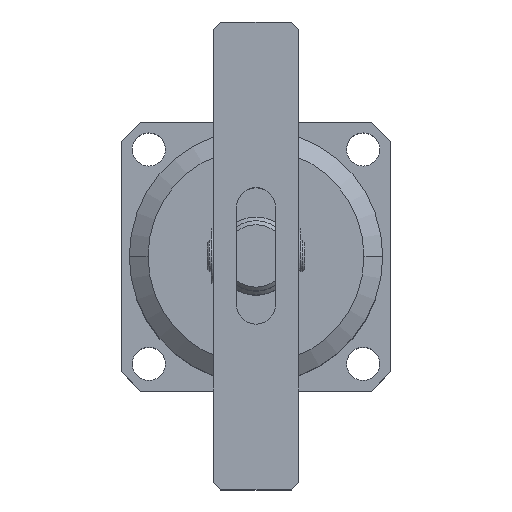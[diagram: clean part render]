
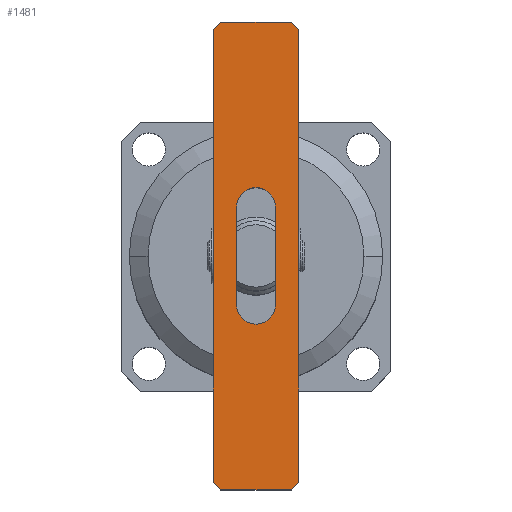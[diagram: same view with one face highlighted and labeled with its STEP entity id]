
A CAD part, top view. The second image highlights one B-rep face of the part: STEP entity #1481.
In plain terms, the highlighted face is planar.
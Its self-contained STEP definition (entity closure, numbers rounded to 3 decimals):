
#39 = FACE_BOUND ( 'NONE', #3601, .T. ) ;
#46 = FACE_OUTER_BOUND ( 'NONE', #3793, .T. ) ;
#154 = CIRCLE ( 'NONE', #4005, 5. ) ;
#429 = VERTEX_POINT ( 'NONE', #6433 ) ;
#438 = VERTEX_POINT ( 'NONE', #6488 ) ;
#440 = VERTEX_POINT ( 'NONE', #6529 ) ;
#861 = CARTESIAN_POINT ( 'NONE',  ( 0., 0., 0. ) ) ;
#863 = PLANE ( 'NONE',  #3874 ) ;
#868 = DIRECTION ( 'NONE',  ( -1., 0., 0. ) ) ;
#869 = DIRECTION ( 'NONE',  ( 0., 0., -1. ) ) ;
#1144 = ORIENTED_EDGE ( 'NONE', *, *, #2391, .T. ) ;
#1145 = ORIENTED_EDGE ( 'NONE', *, *, #2409, .F. ) ;
#1146 = ORIENTED_EDGE ( 'NONE', *, *, #2353, .T. ) ;
#1147 = ORIENTED_EDGE ( 'NONE', *, *, #2347, .F. ) ;
#1148 = ORIENTED_EDGE ( 'NONE', *, *, #2352, .T. ) ;
#1149 = ORIENTED_EDGE ( 'NONE', *, *, #2402, .F. ) ;
#1150 = ORIENTED_EDGE ( 'NONE', *, *, #2354, .T. ) ;
#1151 = ORIENTED_EDGE ( 'NONE', *, *, #2362, .F. ) ;
#1152 = ORIENTED_EDGE ( 'NONE', *, *, #2355, .T. ) ;
#1153 = ORIENTED_EDGE ( 'NONE', *, *, #1551, .T. ) ;
#1154 = ORIENTED_EDGE ( 'NONE', *, *, #2351, .T. ) ;
#1155 = ORIENTED_EDGE ( 'NONE', *, *, #2393, .T. ) ;
#1156 = ORIENTED_EDGE ( 'NONE', *, *, #2349, .T. ) ;
#1329 = VERTEX_POINT ( 'NONE', #6537 ) ;
#1337 = VERTEX_POINT ( 'NONE', #6369 ) ;
#1349 = DIRECTION ( 'NONE',  ( -1., 0., 0. ) ) ;
#1358 = DIRECTION ( 'NONE',  ( 1., 0., 0. ) ) ;
#1359 = CARTESIAN_POINT ( 'NONE',  ( -60., -11., 0. ) ) ;
#1380 = DIRECTION ( 'NONE',  ( -1., 0., 0. ) ) ;
#1382 = CARTESIAN_POINT ( 'NONE',  ( -12.5, 5., 0. ) ) ;
#1384 = DIRECTION ( 'NONE',  ( -0.707, 0.707, 0. ) ) ;
#1385 = CARTESIAN_POINT ( 'NONE',  ( -34.5, -34.5, 0. ) ) ;
#1390 = DIRECTION ( 'NONE',  ( 0.707, -0.707, 0. ) ) ;
#1393 = DIRECTION ( 'NONE',  ( -1., 0., 0. ) ) ;
#1394 = DIRECTION ( 'NONE',  ( 0., 0., 1. ) ) ;
#1395 = CARTESIAN_POINT ( 'NONE',  ( 12.5, 0., 0. ) ) ;
#1397 = CARTESIAN_POINT ( 'NONE',  ( 34.5, 34.5, 0. ) ) ;
#1403 = DIRECTION ( 'NONE',  ( 0.707, 0.707, 0. ) ) ;
#1404 = CARTESIAN_POINT ( 'NONE',  ( -34.5, 34.5, 0. ) ) ;
#1406 = DIRECTION ( 'NONE',  ( -1., 0., 0. ) ) ;
#1407 = DIRECTION ( 'NONE',  ( 0., 0., 1. ) ) ;
#1409 = CARTESIAN_POINT ( 'NONE',  ( -12.5, 0., 0. ) ) ;
#1417 = CARTESIAN_POINT ( 'NONE',  ( -60., 11., 0. ) ) ;
#1481 = ADVANCED_FACE ( 'NONE', ( #39, #46 ), #863, .T. ) ;
#1551 = EDGE_CURVE ( 'NONE', #440, #6091, #154, .T. ) ;
#1805 = LINE ( 'NONE', #1417, #1818 ) ;
#1817 = CIRCLE ( 'NONE', #6870, 5. ) ;
#1818 = VECTOR ( 'NONE', #1349, 1000. ) ;
#1819 = LINE ( 'NONE', #1397, #1828 ) ;
#1822 = CIRCLE ( 'NONE', #6868, 5. ) ;
#1824 = LINE ( 'NONE', #1404, #1826 ) ;
#1826 = VECTOR ( 'NONE', #1403, 1000. ) ;
#1827 = LINE ( 'NONE', #1385, #1830 ) ;
#1828 = VECTOR ( 'NONE', #1390, 1000. ) ;
#1829 = LINE ( 'NONE', #1382, #1833 ) ;
#1830 = VECTOR ( 'NONE', #1384, 1000. ) ;
#1833 = VECTOR ( 'NONE', #1380, 1000. ) ;
#1841 = LINE ( 'NONE', #1359, #1846 ) ;
#1846 = VECTOR ( 'NONE', #1358, 1000. ) ;
#1894 = LINE ( 'NONE', #6914, #1897 ) ;
#1897 = VECTOR ( 'NONE', #6963, 1000. ) ;
#1898 = LINE ( 'NONE', #6959, #1901 ) ;
#1901 = VECTOR ( 'NONE', #6958, 1000. ) ;
#1914 = LINE ( 'NONE', #6938, #1917 ) ;
#1917 = VECTOR ( 'NONE', #6937, 1000. ) ;
#1928 = LINE ( 'NONE', #6924, #1931 ) ;
#1931 = VECTOR ( 'NONE', #6923, 1000. ) ;
#2105 = DIRECTION ( 'NONE',  ( -1., 0., 0. ) ) ;
#2106 = DIRECTION ( 'NONE',  ( 0., 0., 1. ) ) ;
#2107 = CARTESIAN_POINT ( 'NONE',  ( 12.5, 0., 0. ) ) ;
#2120 = VERTEX_POINT ( 'NONE', #6162 ) ;
#2129 = VERTEX_POINT ( 'NONE', #6144 ) ;
#2347 = EDGE_CURVE ( 'NONE', #2129, #6081, #1805, .T. ) ;
#2349 = EDGE_CURVE ( 'NONE', #6071, #429, #1817, .T. ) ;
#2351 = EDGE_CURVE ( 'NONE', #6612, #440, #1822, .T. ) ;
#2352 = EDGE_CURVE ( 'NONE', #6610, #6081, #1824, .T. ) ;
#2353 = EDGE_CURVE ( 'NONE', #2129, #438, #1819, .T. ) ;
#2354 = EDGE_CURVE ( 'NONE', #1329, #1337, #1827, .T. ) ;
#2355 = EDGE_CURVE ( 'NONE', #6091, #6071, #1829, .T. ) ;
#2362 = EDGE_CURVE ( 'NONE', #1329, #6063, #1841, .T. ) ;
#2391 = EDGE_CURVE ( 'NONE', #2120, #6063, #1894, .T. ) ;
#2393 = EDGE_CURVE ( 'NONE', #429, #6612, #1898, .T. ) ;
#2402 = EDGE_CURVE ( 'NONE', #6610, #1337, #1914, .T. ) ;
#2409 = EDGE_CURVE ( 'NONE', #2120, #438, #1928, .T. ) ;
#3601 = EDGE_LOOP ( 'NONE', ( #1156, #1155, #1154, #1153, #1152 ) ) ;
#3793 = EDGE_LOOP ( 'NONE', ( #1151, #1150, #1149, #1148, #1147, #1146, #1145, #1144 ) ) ;
#3874 = AXIS2_PLACEMENT_3D ( 'NONE', #861, #869, #868 ) ;
#4005 = AXIS2_PLACEMENT_3D ( 'NONE', #2107, #2106, #2105 ) ;
#4958 = CARTESIAN_POINT ( 'NONE',  ( 58., -11., 0. ) ) ;
#4966 = CARTESIAN_POINT ( 'NONE',  ( -12.5, 5., 0. ) ) ;
#4976 = CARTESIAN_POINT ( 'NONE',  ( -58., 11., 0. ) ) ;
#4986 = CARTESIAN_POINT ( 'NONE',  ( 12.5, 5., 0. ) ) ;
#5046 = CARTESIAN_POINT ( 'NONE',  ( -60., 9., 0. ) ) ;
#5048 = CARTESIAN_POINT ( 'NONE',  ( 12.5, -5., 0. ) ) ;
#6063 = VERTEX_POINT ( 'NONE', #4958 ) ;
#6071 = VERTEX_POINT ( 'NONE', #4966 ) ;
#6081 = VERTEX_POINT ( 'NONE', #4976 ) ;
#6091 = VERTEX_POINT ( 'NONE', #4986 ) ;
#6144 = CARTESIAN_POINT ( 'NONE',  ( 58., 11., 0. ) ) ;
#6162 = CARTESIAN_POINT ( 'NONE',  ( 60., -9., 0. ) ) ;
#6369 = CARTESIAN_POINT ( 'NONE',  ( -60., -9., 0. ) ) ;
#6433 = CARTESIAN_POINT ( 'NONE',  ( -12.5, -5., 0. ) ) ;
#6488 = CARTESIAN_POINT ( 'NONE',  ( 60., 9., 0. ) ) ;
#6529 = CARTESIAN_POINT ( 'NONE',  ( 17.5, 0., 0. ) ) ;
#6537 = CARTESIAN_POINT ( 'NONE',  ( -58., -11., 0. ) ) ;
#6610 = VERTEX_POINT ( 'NONE', #5046 ) ;
#6612 = VERTEX_POINT ( 'NONE', #5048 ) ;
#6868 = AXIS2_PLACEMENT_3D ( 'NONE', #1395, #1394, #1393 ) ;
#6870 = AXIS2_PLACEMENT_3D ( 'NONE', #1409, #1407, #1406 ) ;
#6914 = CARTESIAN_POINT ( 'NONE',  ( 34.5, -34.5, 0. ) ) ;
#6923 = DIRECTION ( 'NONE',  ( 0., 1., 0. ) ) ;
#6924 = CARTESIAN_POINT ( 'NONE',  ( 60., -11., 0. ) ) ;
#6937 = DIRECTION ( 'NONE',  ( 0., -1., 0. ) ) ;
#6938 = CARTESIAN_POINT ( 'NONE',  ( -60., -11., 0. ) ) ;
#6958 = DIRECTION ( 'NONE',  ( 1., 0., 0. ) ) ;
#6959 = CARTESIAN_POINT ( 'NONE',  ( -12.5, -5., 0. ) ) ;
#6963 = DIRECTION ( 'NONE',  ( -0.707, -0.707, 0. ) ) ;
